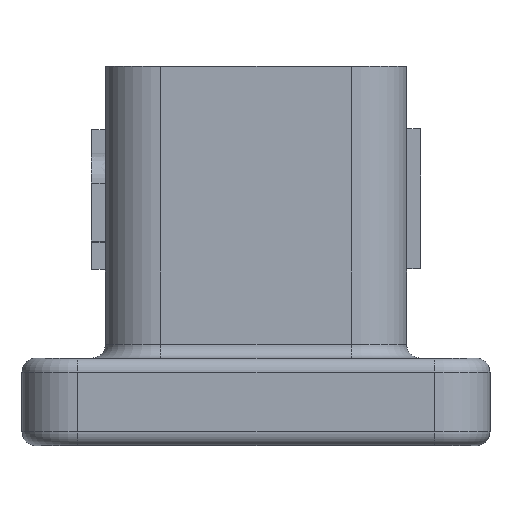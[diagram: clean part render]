
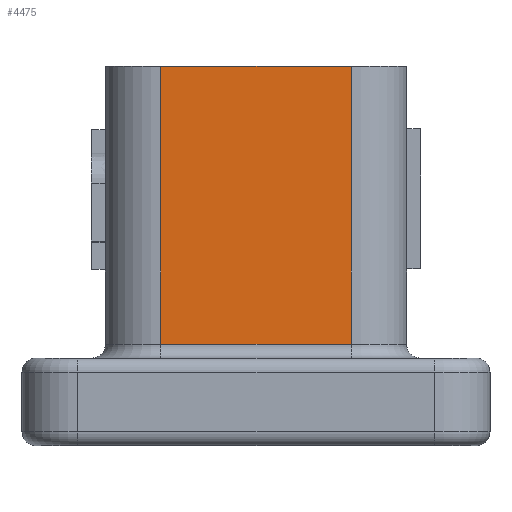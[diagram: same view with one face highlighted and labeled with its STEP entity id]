
A CAD part, left-side view. The second image highlights one B-rep face of the part: STEP entity #4475.
In plain terms, the highlighted planar face has unit normal (-1, 0, 0).
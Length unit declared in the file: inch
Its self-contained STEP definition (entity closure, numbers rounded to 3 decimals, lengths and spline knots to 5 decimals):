
#1246 = VECTOR ( 'NONE', #1253, 39.37008 ) ;
#1253 = DIRECTION ( 'NONE',  ( 0., 0., -1. ) ) ;
#1254 = CARTESIAN_POINT ( 'NONE',  ( -0.31487, 0.13737, -0.21 ) ) ;
#1259 = CARTESIAN_POINT ( 'NONE',  ( -0.31487, 0.13737, -0.2 ) ) ;
#1262 = LINE ( 'NONE', #1254, #1246 ) ;
#1264 = DIRECTION ( 'NONE',  ( 0., -1., 0. ) ) ;
#1265 = VECTOR ( 'NONE', #1264, 39.37008 ) ;
#1266 = CARTESIAN_POINT ( 'NONE',  ( -0.31487, -0.03937, 0. ) ) ;
#1267 = LINE ( 'NONE', #1266, #1265 ) ;
#1269 = DIRECTION ( 'NONE',  ( 0., 0., 1. ) ) ;
#1270 = VECTOR ( 'NONE', #1269, 39.37008 ) ;
#1271 = CARTESIAN_POINT ( 'NONE',  ( -0.31487, 0.00063, -0.21 ) ) ;
#1272 = LINE ( 'NONE', #1271, #1270 ) ;
#1277 = CARTESIAN_POINT ( 'NONE',  ( -0.31487, 0.00063, -0.2 ) ) ;
#1293 = LINE ( 'NONE', #1336, #1334 ) ;
#1329 = CARTESIAN_POINT ( 'NONE',  ( -0.31487, 0.13737, 0. ) ) ;
#1333 = DIRECTION ( 'NONE',  ( 0., -1., 0. ) ) ;
#1334 = VECTOR ( 'NONE', #1333, 39.37008 ) ;
#1336 = CARTESIAN_POINT ( 'NONE',  ( -0.31487, 0.00063, -0.2 ) ) ;
#4475 = ADVANCED_FACE ( 'NONE', ( #7109 ), #7232, .T. ) ;
#4477 = EDGE_LOOP ( 'NONE', ( #4601, #4600, #4588, #4591 ) ) ;
#4490 = VERTEX_POINT ( 'NONE', #7221 ) ;
#4579 = EDGE_CURVE ( 'NONE', #4602, #4586, #1293, .T. ) ;
#4583 = VERTEX_POINT ( 'NONE', #1329 ) ;
#4586 = VERTEX_POINT ( 'NONE', #1277 ) ;
#4587 = EDGE_CURVE ( 'NONE', #4586, #4490, #1272, .T. ) ;
#4588 = ORIENTED_EDGE ( 'NONE', *, *, #4587, .T. ) ;
#4589 = EDGE_CURVE ( 'NONE', #4583, #4490, #1267, .T. ) ;
#4591 = ORIENTED_EDGE ( 'NONE', *, *, #4589, .F. ) ;
#4600 = ORIENTED_EDGE ( 'NONE', *, *, #4579, .T. ) ;
#4601 = ORIENTED_EDGE ( 'NONE', *, *, #4604, .T. ) ;
#4602 = VERTEX_POINT ( 'NONE', #1259 ) ;
#4604 = EDGE_CURVE ( 'NONE', #4583, #4602, #1262, .T. ) ;
#7109 = FACE_OUTER_BOUND ( 'NONE', #4477, .T. ) ;
#7132 = DIRECTION ( 'NONE',  ( 0., 0., 1. ) ) ;
#7133 = DIRECTION ( 'NONE',  ( -1., 0., 0. ) ) ;
#7134 = CARTESIAN_POINT ( 'NONE',  ( -0.31487, -0.03937, -0.21 ) ) ;
#7135 = AXIS2_PLACEMENT_3D ( 'NONE', #7134, #7133, #7132 ) ;
#7221 = CARTESIAN_POINT ( 'NONE',  ( -0.31487, 0.00063, 0. ) ) ;
#7232 = PLANE ( 'NONE',  #7135 ) ;
